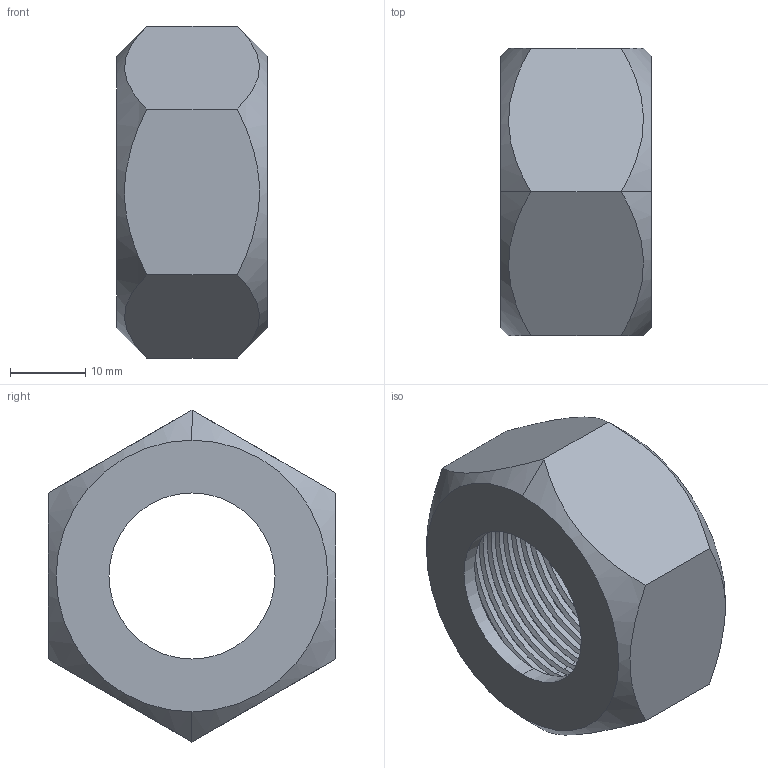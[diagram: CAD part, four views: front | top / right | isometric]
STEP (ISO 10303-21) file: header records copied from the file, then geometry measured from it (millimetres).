
FILE_DESCRIPTION (( 'STEP AP203' ), '1' );
FILE_NAME ('3D_R9364_15_17112210.STEP', '2024-08-20T06:10:47', ( '' ), ( '' ), 'SwSTEP 2.0', 'SolidWorks 2024', '' );
FILE_SCHEMA (( 'CONFIG_CONTROL_DESIGN' ));
Length unit declared in the file: millimetre
Products named in the file (1): 3D_R9364_15_17112210
Bounding box: 20 x 38.1 x 43.99 mm (x, y, z)
Volume: 12451.4 mm3; surface area: 6493.7 mm2
Topology: 1 solids, 1 shells, 46 faces, 122 edges, 79 vertices
Faces by surface type: cylinder 28, plane 10, cone 4, bspline 4
Entity records: 7411 total; most frequent: CARTESIAN_POINT 6367, ORIENTED_EDGE 244, DIRECTION 149, EDGE_CURVE 122, VERTEX_POINT 79, AXIS2_PLACEMENT_3D 56, EDGE_LOOP 49, ADVANCED_FACE 46
